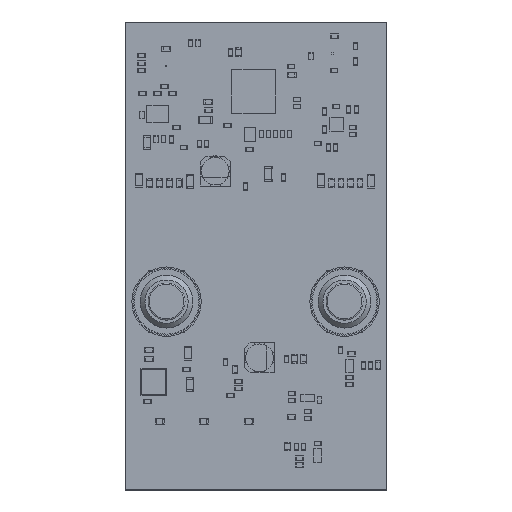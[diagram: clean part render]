
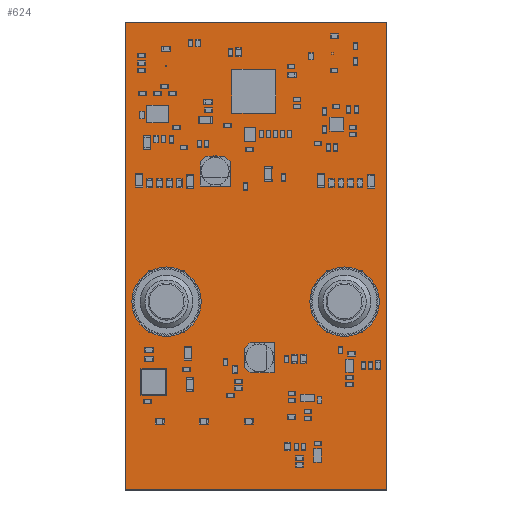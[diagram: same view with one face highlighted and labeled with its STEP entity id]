
A CAD part, top view. The second image highlights one B-rep face of the part: STEP entity #624.
In plain terms, the highlighted planar face has unit normal (0, 0, 1).
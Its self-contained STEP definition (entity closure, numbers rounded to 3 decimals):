
#495 = VERTEX_POINT('',#496);
#496 = CARTESIAN_POINT('',(0.,0.,1.541));
#502 = EDGE_CURVE('',#495,#503,#505,.T.);
#503 = VERTEX_POINT('',#504);
#504 = CARTESIAN_POINT('',(59.5,0.,1.541));
#505 = LINE('',#506,#507);
#506 = CARTESIAN_POINT('',(0.,0.,1.541));
#507 = VECTOR('',#508,1.);
#508 = DIRECTION('',(1.,0.,0.));
#533 = EDGE_CURVE('',#503,#534,#536,.T.);
#534 = VERTEX_POINT('',#535);
#535 = CARTESIAN_POINT('',(59.5,106.5,1.541));
#536 = LINE('',#537,#538);
#537 = CARTESIAN_POINT('',(59.5,0.,1.541));
#538 = VECTOR('',#539,1.);
#539 = DIRECTION('',(0.,1.,0.));
#564 = EDGE_CURVE('',#534,#565,#567,.T.);
#565 = VERTEX_POINT('',#566);
#566 = CARTESIAN_POINT('',(0.,106.5,1.541));
#567 = LINE('',#568,#569);
#568 = CARTESIAN_POINT('',(59.5,106.5,1.541));
#569 = VECTOR('',#570,1.);
#570 = DIRECTION('',(-1.,0.,0.));
#595 = EDGE_CURVE('',#565,#495,#596,.T.);
#596 = LINE('',#597,#598);
#597 = CARTESIAN_POINT('',(0.,106.5,1.541));
#598 = VECTOR('',#599,1.);
#599 = DIRECTION('',(0.,-1.,0.));
#624 = ADVANCED_FACE('',(#625),#631,.F.);
#625 = FACE_BOUND('',#626,.T.);
#626 = EDGE_LOOP('',(#627,#628,#629,#630));
#627 = ORIENTED_EDGE('',*,*,#502,.T.);
#628 = ORIENTED_EDGE('',*,*,#533,.T.);
#629 = ORIENTED_EDGE('',*,*,#564,.T.);
#630 = ORIENTED_EDGE('',*,*,#595,.T.);
#631 = PLANE('',#632);
#632 = AXIS2_PLACEMENT_3D('',#633,#634,#635);
#633 = CARTESIAN_POINT('',(0.,0.,1.541));
#634 = DIRECTION('',(0.,0.,-1.));
#635 = DIRECTION('',(-1.,0.,0.));
